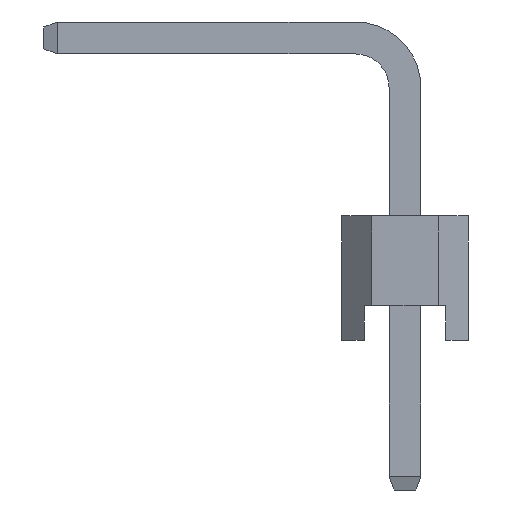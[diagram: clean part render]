
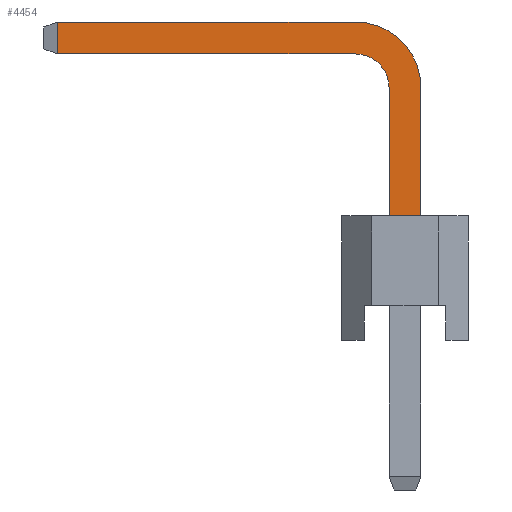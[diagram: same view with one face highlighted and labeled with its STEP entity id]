
A CAD part, left-side view. The second image highlights one B-rep face of the part: STEP entity #4454.
In plain terms, the highlighted planar face has unit normal (-1, 0, 0).
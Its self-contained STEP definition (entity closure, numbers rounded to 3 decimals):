
#4454=ADVANCED_FACE('',(#13732),#13734,.T.);
#13732=FACE_BOUND('',#13733,.T.);
#13733=EDGE_LOOP('',(#21385,#21386,#21387,#21388,#21389,#21390,#21391,#21392));
#13734=PLANE('',#13735);
#13735=AXIS2_PLACEMENT_3D('',#13736,#13737,#13738);
#13736=CARTESIAN_POINT('',(-0.32,0.32,-3.));
#13737=DIRECTION('',(-1.,0.,0.));
#13738=DIRECTION('',(0.,-1.,0.));
#21385=ORIENTED_EDGE('',*,*,#26022,.F.);
#21386=ORIENTED_EDGE('',*,*,#26023,.F.);
#21387=ORIENTED_EDGE('',*,*,#26024,.F.);
#21388=ORIENTED_EDGE('',*,*,#26011,.F.);
#21389=ORIENTED_EDGE('',*,*,#24280,.T.);
#21390=ORIENTED_EDGE('',*,*,#26021,.T.);
#21391=ORIENTED_EDGE('',*,*,#26025,.T.);
#21392=ORIENTED_EDGE('',*,*,#26026,.T.);
#24280=EDGE_CURVE('',#27502,#27506,#27508,.T.);
#26011=EDGE_CURVE('',#27502,#30415,#30416,.T.);
#26021=EDGE_CURVE('',#27506,#30431,#30433,.T.);
#26022=EDGE_CURVE('',#30434,#30435,#30436,.T.);
#26023=EDGE_CURVE('',#30437,#30434,#30438,.T.);
#26024=EDGE_CURVE('',#30415,#30437,#30439,.T.);
#26025=EDGE_CURVE('',#30431,#30440,#30441,.T.);
#26026=EDGE_CURVE('',#30440,#30435,#30442,.T.);
#27502=VERTEX_POINT('',#32898);
#27506=VERTEX_POINT('',#32906);
#27508=LINE('',#32910,#32911);
#30415=VERTEX_POINT('',#39415);
#30416=LINE('',#39416,#39417);
#30431=VERTEX_POINT('',#39451);
#30433=LINE('',#39455,#39456);
#30434=VERTEX_POINT('',#39458);
#30435=VERTEX_POINT('',#39459);
#30436=LINE('',#39460,#39461);
#30437=VERTEX_POINT('',#39463);
#30438=LINE('',#39464,#39465);
#30439=CIRCLE('',#39467,0.68);
#30440=VERTEX_POINT('',#39471);
#30441=CIRCLE('',#39472,1.32);
#30442=LINE('',#39476,#39477);
#32898=CARTESIAN_POINT('',(-0.32,0.32,2.5));
#32906=CARTESIAN_POINT('',(-0.32,-0.32,2.5));
#32910=CARTESIAN_POINT('',(-0.32,0.32,2.5));
#32911=VECTOR('',#32912,1.);
#32912=DIRECTION('',(0.,-1.,0.));
#39415=CARTESIAN_POINT('',(-0.32,0.32,5.07));
#39416=CARTESIAN_POINT('',(-0.32,0.32,2.5));
#39417=VECTOR('',#39418,1.);
#39418=DIRECTION('',(0.,0.,1.));
#39451=CARTESIAN_POINT('',(-0.32,-0.32,5.07));
#39455=CARTESIAN_POINT('',(-0.32,-0.32,2.5));
#39456=VECTOR('',#39457,1.);
#39457=DIRECTION('',(0.,0.,1.));
#39458=CARTESIAN_POINT('',(-0.32,6.975,5.75));
#39459=CARTESIAN_POINT('',(-0.32,6.975,6.39));
#39460=CARTESIAN_POINT('',(-0.32,6.975,5.75));
#39461=VECTOR('',#39462,1.);
#39462=DIRECTION('',(0.,0.,1.));
#39463=CARTESIAN_POINT('',(-0.32,1.,5.75));
#39464=CARTESIAN_POINT('',(-0.32,1.,5.75));
#39465=VECTOR('',#39466,1.);
#39466=DIRECTION('',(0.,1.,0.));
#39467=AXIS2_PLACEMENT_3D('',#39468,#39469,#39470);
#39468=CARTESIAN_POINT('',(-0.32,1.,5.07));
#39469=DIRECTION('',(-1.,-0.,0.));
#39470=DIRECTION('',(0.,-1.,0.));
#39471=CARTESIAN_POINT('',(-0.32,1.,6.39));
#39472=AXIS2_PLACEMENT_3D('',#39473,#39474,#39475);
#39473=CARTESIAN_POINT('',(-0.32,1.,5.07));
#39474=DIRECTION('',(-1.,-0.,0.));
#39475=DIRECTION('',(0.,-1.,0.));
#39476=CARTESIAN_POINT('',(-0.32,1.,6.39));
#39477=VECTOR('',#39478,1.);
#39478=DIRECTION('',(0.,1.,0.));
